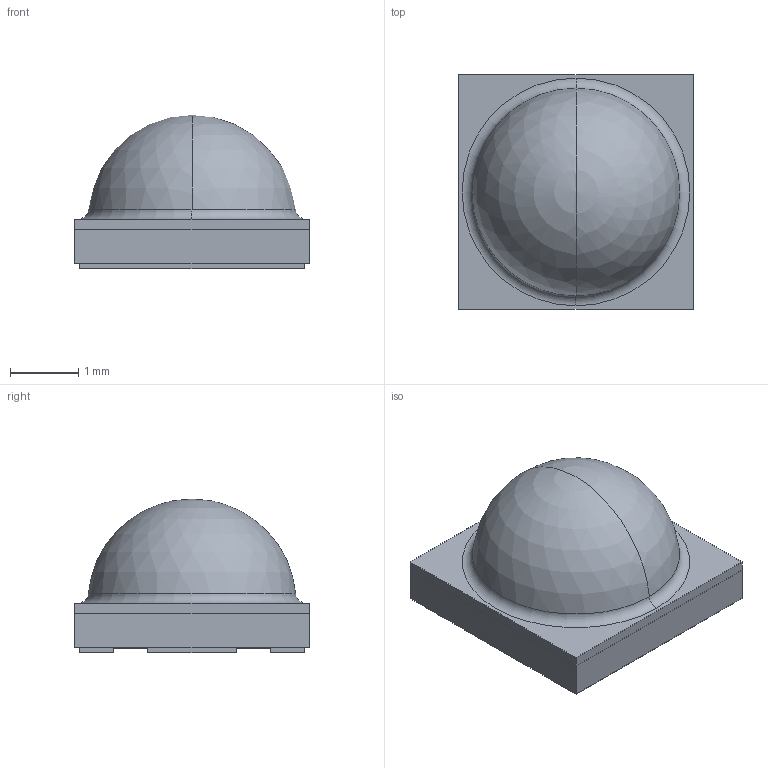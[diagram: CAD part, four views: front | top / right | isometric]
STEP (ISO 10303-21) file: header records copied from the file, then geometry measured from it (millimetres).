
FILE_DESCRIPTION((''),'2;1');
FILE_NAME('2610-00066_ASM','2016-04-27T',('dcronin'),(''),'PRO/ENGINEER BY PARAMETRIC TECHNOLOGY CORPORATION, 2010140','PRO/ENGINEER BY PARAMETRIC TECHNOLOGY CORPORATION, 2010140','');
FILE_SCHEMA(('CONFIG_CONTROL_DESIGN'));
Length unit declared in the file: millimetre
Products named in the file (7): 2500-00565C; 2500-00565C-BT; 2500-00565C-SBN; 2500-00565C-SB; 2500-00565C_ASM; 2610-00066-DOME; 2610-00066_ASM
Assembly tree (6 placements, depth 3):
  2610-00066_ASM
    2500-00565C_ASM
      2500-00565C
      2500-00565C-BT
      2500-00565C-SBN
      2500-00565C-SB
    2610-00066-DOME
Bounding box: 3.45 x 3.45 x 2.26 mm (x, y, z)
Volume: 16 mm3; surface area: 87.6 mm2
Topology: 7 solids, 7 shells, 60 faces, 136 edges, 89 vertices
Faces by surface type: plane 48, cone 4, cylinder 4, torus 2, sphere 2
Entity records: 1854 total; most frequent: DIRECTION 312, CARTESIAN_POINT 300, ORIENTED_EDGE 268, EDGE_CURVE 134, VECTOR 110, LINE 110, AXIS2_PLACEMENT_3D 101, VERTEX_POINT 89
